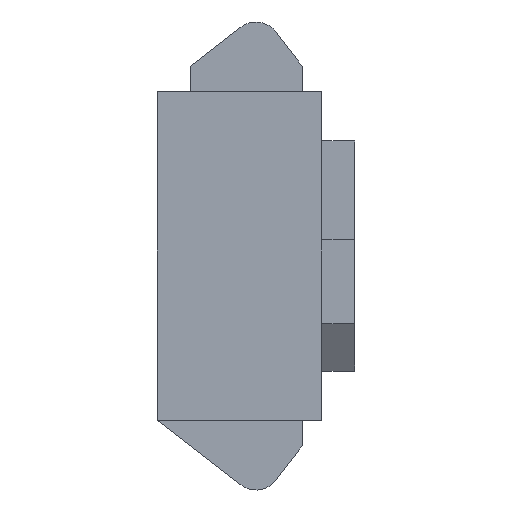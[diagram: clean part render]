
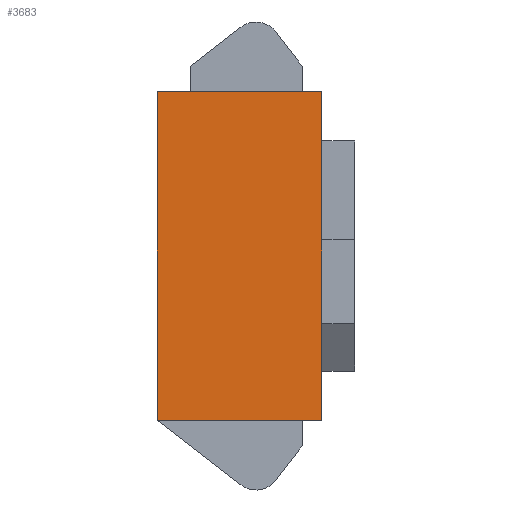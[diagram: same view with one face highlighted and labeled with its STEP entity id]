
A CAD part, left-side view. The second image highlights one B-rep face of the part: STEP entity #3683.
In plain terms, the highlighted planar face has unit normal (-1, 0, 0).
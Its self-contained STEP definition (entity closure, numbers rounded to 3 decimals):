
#259 = EDGE_CURVE ( 'NONE', #2860, #629, #2494, .T. ) ;
#303 = LINE ( 'NONE', #2279, #1300 ) ;
#350 = EDGE_CURVE ( 'NONE', #4947, #2631, #2552, .T. ) ;
#456 = VECTOR ( 'NONE', #1801, 1000. ) ;
#629 = VERTEX_POINT ( 'NONE', #1162 ) ;
#695 = EDGE_CURVE ( 'NONE', #2860, #4947, #3112, .T. ) ;
#955 = DIRECTION ( 'NONE',  ( 1., 0., 0. ) ) ;
#1002 = PLANE ( 'NONE',  #4491 ) ;
#1141 = CARTESIAN_POINT ( 'NONE',  ( 0., 5., -10. ) ) ;
#1162 = CARTESIAN_POINT ( 'NONE',  ( 0., 5., 0. ) ) ;
#1300 = VECTOR ( 'NONE', #3030, 1000. ) ;
#1431 = CARTESIAN_POINT ( 'NONE',  ( 0., 0., 0. ) ) ;
#1801 = DIRECTION ( 'NONE',  ( 0., 0., 1. ) ) ;
#1897 = ORIENTED_EDGE ( 'NONE', *, *, #3841, .F. ) ;
#2279 = CARTESIAN_POINT ( 'NONE',  ( 0., 5., 0. ) ) ;
#2387 = CARTESIAN_POINT ( 'NONE',  ( 0., 5., 0. ) ) ;
#2469 = FACE_OUTER_BOUND ( 'NONE', #3633, .T. ) ;
#2494 = LINE ( 'NONE', #2387, #4645 ) ;
#2552 = LINE ( 'NONE', #4140, #456 ) ;
#2631 = VERTEX_POINT ( 'NONE', #1431 ) ;
#2860 = VERTEX_POINT ( 'NONE', #3837 ) ;
#2949 = CARTESIAN_POINT ( 'NONE',  ( 0., 0., -10. ) ) ;
#3030 = DIRECTION ( 'NONE',  ( 0., -1., 0. ) ) ;
#3112 = LINE ( 'NONE', #1141, #5080 ) ;
#3238 = DIRECTION ( 'NONE',  ( 0., 0., 1. ) ) ;
#3336 = ORIENTED_EDGE ( 'NONE', *, *, #695, .T. ) ;
#3633 = EDGE_LOOP ( 'NONE', ( #1897, #4697, #3336, #4751 ) ) ;
#3683 = ADVANCED_FACE ( 'NONE', ( #2469 ), #1002, .F. ) ;
#3775 = CARTESIAN_POINT ( 'NONE',  ( 0., 5., 0. ) ) ;
#3837 = CARTESIAN_POINT ( 'NONE',  ( 0., 5., -10. ) ) ;
#3841 = EDGE_CURVE ( 'NONE', #629, #2631, #303, .T. ) ;
#4140 = CARTESIAN_POINT ( 'NONE',  ( 0., 0., 0. ) ) ;
#4491 = AXIS2_PLACEMENT_3D ( 'NONE', #3775, #955, #4530 ) ;
#4530 = DIRECTION ( 'NONE',  ( 0., 0., -1. ) ) ;
#4645 = VECTOR ( 'NONE', #3238, 1000. ) ;
#4695 = DIRECTION ( 'NONE',  ( 0., -1., 0. ) ) ;
#4697 = ORIENTED_EDGE ( 'NONE', *, *, #259, .F. ) ;
#4751 = ORIENTED_EDGE ( 'NONE', *, *, #350, .T. ) ;
#4947 = VERTEX_POINT ( 'NONE', #2949 ) ;
#5080 = VECTOR ( 'NONE', #4695, 1000. ) ;
